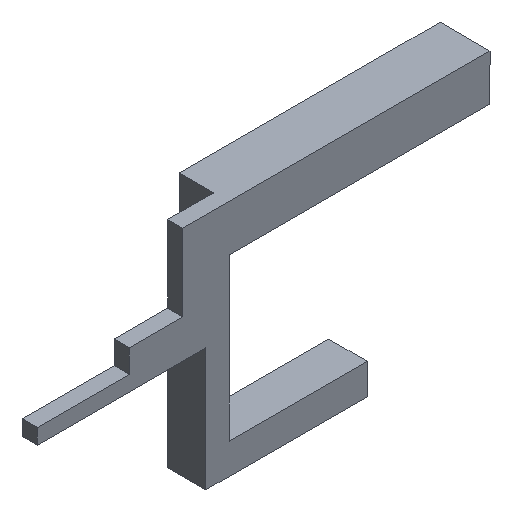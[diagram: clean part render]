
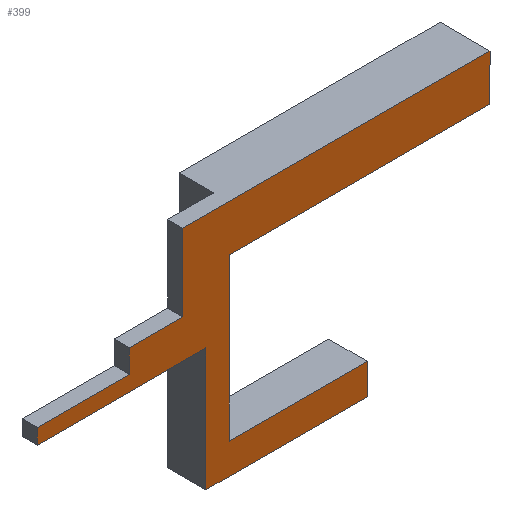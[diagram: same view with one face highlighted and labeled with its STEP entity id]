
A CAD part, isometric view. The second image highlights one B-rep face of the part: STEP entity #399.
In plain terms, the highlighted planar face has unit normal (0, -1, 0).
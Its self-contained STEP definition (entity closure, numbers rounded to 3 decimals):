
#4 = LINE ( 'NONE', #384, #300 ) ;
#8 = VERTEX_POINT ( 'NONE', #356 ) ;
#14 = EDGE_CURVE ( 'NONE', #221, #621, #214, .T. ) ;
#24 = EDGE_CURVE ( 'NONE', #386, #180, #260, .T. ) ;
#38 = ORIENTED_EDGE ( 'NONE', *, *, #14, .T. ) ;
#46 = DIRECTION ( 'NONE',  ( 0., 0., -1. ) ) ;
#47 = ORIENTED_EDGE ( 'NONE', *, *, #195, .T. ) ;
#48 = CARTESIAN_POINT ( 'NONE',  ( 0., -20., 0. ) ) ;
#49 = ORIENTED_EDGE ( 'NONE', *, *, #226, .F. ) ;
#53 = VECTOR ( 'NONE', #400, 1000. ) ;
#54 = VECTOR ( 'NONE', #243, 1000. ) ;
#55 = CARTESIAN_POINT ( 'NONE',  ( 249.685, -20., 90. ) ) ;
#63 = CARTESIAN_POINT ( 'NONE',  ( 0., -20., 20. ) ) ;
#68 = DIRECTION ( 'NONE',  ( 0., 0., 1. ) ) ;
#83 = VERTEX_POINT ( 'NONE', #620 ) ;
#97 = CARTESIAN_POINT ( 'NONE',  ( 249.685, -20., 90. ) ) ;
#114 = DIRECTION ( 'NONE',  ( 1., 0., 0. ) ) ;
#118 = LINE ( 'NONE', #314, #440 ) ;
#121 = VECTOR ( 'NONE', #512, 1000. ) ;
#122 = CARTESIAN_POINT ( 'NONE',  ( 120., -20., 20. ) ) ;
#123 = DIRECTION ( 'NONE',  ( -1., 0., 0. ) ) ;
#129 = VERTEX_POINT ( 'NONE', #418 ) ;
#135 = CARTESIAN_POINT ( 'NONE',  ( 429.685, -20., -120. ) ) ;
#150 = EDGE_CURVE ( 'NONE', #255, #631, #196, .T. ) ;
#154 = EDGE_CURVE ( 'NONE', #416, #621, #385, .T. ) ;
#156 = DIRECTION ( 'NONE',  ( 0., 0., 1. ) ) ;
#166 = CARTESIAN_POINT ( 'NONE',  ( 0., -20., 0. ) ) ;
#180 = VERTEX_POINT ( 'NONE', #240 ) ;
#189 = DIRECTION ( 'NONE',  ( 1., 0., 0. ) ) ;
#192 = ORIENTED_EDGE ( 'NONE', *, *, #24, .F. ) ;
#194 = ORIENTED_EDGE ( 'NONE', *, *, #261, .F. ) ;
#195 = EDGE_CURVE ( 'NONE', #8, #593, #4, .T. ) ;
#196 = LINE ( 'NONE', #55, #475 ) ;
#199 = CARTESIAN_POINT ( 'NONE',  ( 249.685, -20., -120. ) ) ;
#200 = DIRECTION ( 'NONE',  ( 0., 0., -1. ) ) ;
#203 = CARTESIAN_POINT ( 'NONE',  ( 429.685, -20., -160. ) ) ;
#212 = LINE ( 'NONE', #404, #53 ) ;
#214 = LINE ( 'NONE', #406, #577 ) ;
#218 = ORIENTED_EDGE ( 'NONE', *, *, #150, .T. ) ;
#221 = VERTEX_POINT ( 'NONE', #203 ) ;
#226 = EDGE_CURVE ( 'NONE', #568, #631, #387, .T. ) ;
#234 = CARTESIAN_POINT ( 'NONE',  ( 589.685, -20., 150. ) ) ;
#240 = CARTESIAN_POINT ( 'NONE',  ( 120., -20., 50. ) ) ;
#243 = DIRECTION ( 'NONE',  ( 1., 0., 0. ) ) ;
#255 = VERTEX_POINT ( 'NONE', #97 ) ;
#258 = CARTESIAN_POINT ( 'NONE',  ( 120., -20., 50. ) ) ;
#259 = CARTESIAN_POINT ( 'NONE',  ( 249.685, -20., -120. ) ) ;
#260 = LINE ( 'NONE', #457, #517 ) ;
#261 = EDGE_CURVE ( 'NONE', #530, #442, #488, .T. ) ;
#267 = VECTOR ( 'NONE', #435, 1000. ) ;
#292 = FACE_OUTER_BOUND ( 'NONE', #499, .T. ) ;
#296 = ORIENTED_EDGE ( 'NONE', *, *, #493, .F. ) ;
#300 = VECTOR ( 'NONE', #46, 1000. ) ;
#307 = EDGE_CURVE ( 'NONE', #530, #8, #212, .T. ) ;
#309 = LINE ( 'NONE', #258, #536 ) ;
#314 = CARTESIAN_POINT ( 'NONE',  ( 189.685, -20., 50. ) ) ;
#315 = LINE ( 'NONE', #599, #121 ) ;
#317 = EDGE_CURVE ( 'NONE', #83, #129, #118, .T. ) ;
#318 = LINE ( 'NONE', #511, #393 ) ;
#328 = ORIENTED_EDGE ( 'NONE', *, *, #458, .T. ) ;
#335 = ORIENTED_EDGE ( 'NONE', *, *, #390, .F. ) ;
#337 = ORIENTED_EDGE ( 'NONE', *, *, #507, .T. ) ;
#339 = VECTOR ( 'NONE', #123, 1000. ) ;
#343 = EDGE_CURVE ( 'NONE', #180, #83, #309, .T. ) ;
#356 = CARTESIAN_POINT ( 'NONE',  ( 219.685, -20., 0. ) ) ;
#364 = LINE ( 'NONE', #63, #576 ) ;
#377 = CARTESIAN_POINT ( 'NONE',  ( 219.685, -20., -160. ) ) ;
#378 = DIRECTION ( 'NONE',  ( 0., 0., 1. ) ) ;
#379 = ORIENTED_EDGE ( 'NONE', *, *, #307, .T. ) ;
#384 = CARTESIAN_POINT ( 'NONE',  ( 219.685, -20., 0. ) ) ;
#385 = LINE ( 'NONE', #199, #54 ) ;
#386 = VERTEX_POINT ( 'NONE', #122 ) ;
#387 = LINE ( 'NONE', #581, #608 ) ;
#390 = EDGE_CURVE ( 'NONE', #221, #593, #318, .T. ) ;
#393 = VECTOR ( 'NONE', #439, 1000. ) ;
#395 = PLANE ( 'NONE',  #452 ) ;
#399 = ADVANCED_FACE ( 'NONE', ( #292 ), #395, .T. ) ;
#400 = DIRECTION ( 'NONE',  ( 1., 0., 0. ) ) ;
#404 = CARTESIAN_POINT ( 'NONE',  ( 0., -20., 0. ) ) ;
#406 = CARTESIAN_POINT ( 'NONE',  ( 429.685, -20., -160. ) ) ;
#411 = DIRECTION ( 'NONE',  ( 1., 0., 0. ) ) ;
#416 = VERTEX_POINT ( 'NONE', #259 ) ;
#418 = CARTESIAN_POINT ( 'NONE',  ( 189.685, -20., 150. ) ) ;
#435 = DIRECTION ( 'NONE',  ( 0., 0., 1. ) ) ;
#439 = DIRECTION ( 'NONE',  ( -1., 0., 0. ) ) ;
#440 = VECTOR ( 'NONE', #156, 1000. ) ;
#442 = VERTEX_POINT ( 'NONE', #450 ) ;
#450 = CARTESIAN_POINT ( 'NONE',  ( 0., -20., 20. ) ) ;
#452 = AXIS2_PLACEMENT_3D ( 'NONE', #489, #544, #200 ) ;
#457 = CARTESIAN_POINT ( 'NONE',  ( 120., -20., 0. ) ) ;
#458 = EDGE_CURVE ( 'NONE', #416, #255, #315, .T. ) ;
#475 = VECTOR ( 'NONE', #189, 1000. ) ;
#480 = CARTESIAN_POINT ( 'NONE',  ( 589.685, -20., 90. ) ) ;
#488 = LINE ( 'NONE', #48, #267 ) ;
#489 = CARTESIAN_POINT ( 'NONE',  ( 0., -20., 0. ) ) ;
#493 = EDGE_CURVE ( 'NONE', #442, #386, #364, .T. ) ;
#499 = EDGE_LOOP ( 'NONE', ( #296, #194, #379, #47, #335, #38, #584, #328, #218, #49, #337, #617, #535, #192 ) ) ;
#507 = EDGE_CURVE ( 'NONE', #568, #129, #551, .T. ) ;
#511 = CARTESIAN_POINT ( 'NONE',  ( 249.685, -20., -160. ) ) ;
#512 = DIRECTION ( 'NONE',  ( 0., 0., 1. ) ) ;
#517 = VECTOR ( 'NONE', #378, 1000. ) ;
#530 = VERTEX_POINT ( 'NONE', #166 ) ;
#535 = ORIENTED_EDGE ( 'NONE', *, *, #343, .F. ) ;
#536 = VECTOR ( 'NONE', #411, 1000. ) ;
#544 = DIRECTION ( 'NONE',  ( 0., -1., 0. ) ) ;
#551 = LINE ( 'NONE', #562, #339 ) ;
#562 = CARTESIAN_POINT ( 'NONE',  ( 249.685, -20., 150. ) ) ;
#568 = VERTEX_POINT ( 'NONE', #234 ) ;
#576 = VECTOR ( 'NONE', #114, 1000. ) ;
#577 = VECTOR ( 'NONE', #68, 1000. ) ;
#581 = CARTESIAN_POINT ( 'NONE',  ( 589.685, -20., 150. ) ) ;
#583 = DIRECTION ( 'NONE',  ( 0., 0., -1. ) ) ;
#584 = ORIENTED_EDGE ( 'NONE', *, *, #154, .F. ) ;
#593 = VERTEX_POINT ( 'NONE', #377 ) ;
#599 = CARTESIAN_POINT ( 'NONE',  ( 249.685, -20., 0. ) ) ;
#608 = VECTOR ( 'NONE', #583, 1000. ) ;
#617 = ORIENTED_EDGE ( 'NONE', *, *, #317, .F. ) ;
#620 = CARTESIAN_POINT ( 'NONE',  ( 189.685, -20., 50. ) ) ;
#621 = VERTEX_POINT ( 'NONE', #135 ) ;
#631 = VERTEX_POINT ( 'NONE', #480 ) ;
